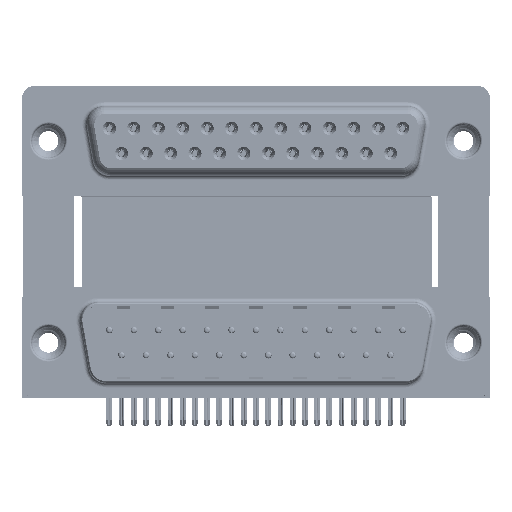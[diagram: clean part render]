
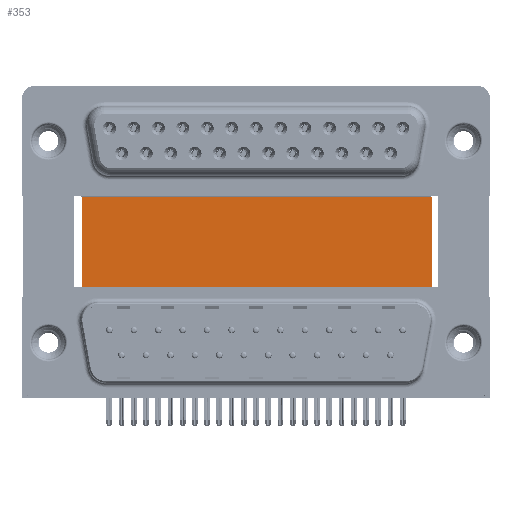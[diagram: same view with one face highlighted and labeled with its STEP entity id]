
A CAD part, top view. The second image highlights one B-rep face of the part: STEP entity #353.
In plain terms, the highlighted planar face has unit normal (0, 0, 1).
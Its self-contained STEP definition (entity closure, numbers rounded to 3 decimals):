
#353 = ADVANCED_FACE ( 'NONE', ( #16231 ), #3462, .F. ) ;
#1779 = EDGE_CURVE ( 'NONE', #3827, #6311, #49547, .T. ) ;
#2944 = ORIENTED_EDGE ( 'NONE', *, *, #26870, .T. ) ;
#3462 = PLANE ( 'NONE',  #26959 ) ;
#3827 = VERTEX_POINT ( 'NONE', #37526 ) ;
#5091 = VECTOR ( 'NONE', #12748, 1000. ) ;
#5678 = EDGE_CURVE ( 'NONE', #3827, #44708, #44583, .T. ) ;
#6311 = VERTEX_POINT ( 'NONE', #11227 ) ;
#10149 = CARTESIAN_POINT ( 'NONE',  ( 43.43, -3.735, -12. ) ) ;
#11227 = CARTESIAN_POINT ( 'NONE',  ( 43.43, 16.585, -12. ) ) ;
#12748 = DIRECTION ( 'NONE',  ( 0., -1., 0. ) ) ;
#14869 = CARTESIAN_POINT ( 'NONE',  ( 3.79, 16.585, -12. ) ) ;
#15652 = CARTESIAN_POINT ( 'NONE',  ( 3.79, 16.585, -12. ) ) ;
#16231 = FACE_OUTER_BOUND ( 'NONE', #45967, .T. ) ;
#17138 = LINE ( 'NONE', #34036, #27988 ) ;
#18132 = ORIENTED_EDGE ( 'NONE', *, *, #1779, .F. ) ;
#18806 = ORIENTED_EDGE ( 'NONE', *, *, #5678, .T. ) ;
#21396 = VECTOR ( 'NONE', #52665, 1000. ) ;
#24007 = VERTEX_POINT ( 'NONE', #10149 ) ;
#24233 = DIRECTION ( 'NONE',  ( -1., 0., 0. ) ) ;
#26870 = EDGE_CURVE ( 'NONE', #44708, #24007, #17138, .T. ) ;
#26959 = AXIS2_PLACEMENT_3D ( 'NONE', #15652, #32834, #24233 ) ;
#27988 = VECTOR ( 'NONE', #50181, 1000. ) ;
#30455 = CARTESIAN_POINT ( 'NONE',  ( 43.43, 16.585, -12. ) ) ;
#32083 = CARTESIAN_POINT ( 'NONE',  ( 3.79, 16.585, -12. ) ) ;
#32834 = DIRECTION ( 'NONE',  ( 0., 0., -1. ) ) ;
#33971 = ORIENTED_EDGE ( 'NONE', *, *, #51325, .F. ) ;
#34036 = CARTESIAN_POINT ( 'NONE',  ( 3.79, -3.735, -12. ) ) ;
#37526 = CARTESIAN_POINT ( 'NONE',  ( 3.79, 16.585, -12. ) ) ;
#40644 = VECTOR ( 'NONE', #41490, 1000. ) ;
#41490 = DIRECTION ( 'NONE',  ( 1., 0., 0. ) ) ;
#44583 = LINE ( 'NONE', #32083, #21396 ) ;
#44708 = VERTEX_POINT ( 'NONE', #53516 ) ;
#45967 = EDGE_LOOP ( 'NONE', ( #2944, #33971, #18132, #18806 ) ) ;
#47664 = LINE ( 'NONE', #30455, #5091 ) ;
#49547 = LINE ( 'NONE', #14869, #40644 ) ;
#50181 = DIRECTION ( 'NONE',  ( 1., 0., 0. ) ) ;
#51325 = EDGE_CURVE ( 'NONE', #6311, #24007, #47664, .T. ) ;
#52665 = DIRECTION ( 'NONE',  ( 0., -1., 0. ) ) ;
#53516 = CARTESIAN_POINT ( 'NONE',  ( 3.79, -3.735, -12. ) ) ;
